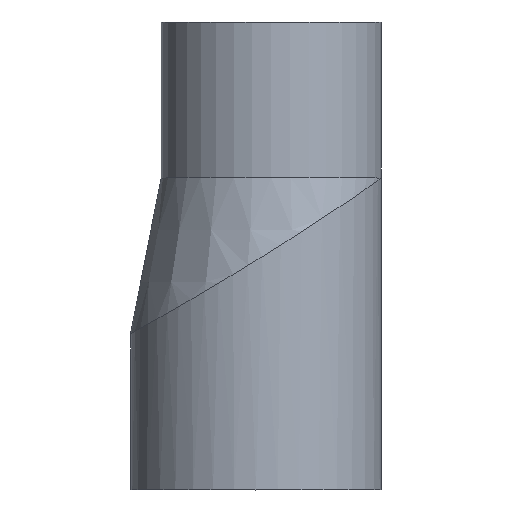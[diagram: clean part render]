
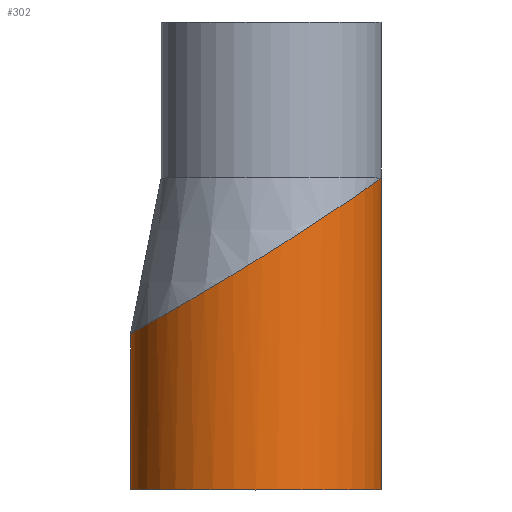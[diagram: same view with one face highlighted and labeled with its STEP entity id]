
A CAD part, top view. The second image highlights one B-rep face of the part: STEP entity #302.
In plain terms, the highlighted cylindrical face has radius 24.15 mm (diameter 48.3 mm), a full revolution.
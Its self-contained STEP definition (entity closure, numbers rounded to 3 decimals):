
#173=CARTESIAN_POINT('',(24.15,60.0,0.));
#174=VERTEX_POINT('',#173);
#203=CARTESIAN_POINT('',(-24.15,30.0,0.0));
#204=VERTEX_POINT('',#203);
#205=CARTESIAN_POINT('',(24.15,60.,0.));
#206=CARTESIAN_POINT('',(24.15,60.,-1.325));
#207=CARTESIAN_POINT('',(24.039,59.921,-2.692));
#208=CARTESIAN_POINT('',(23.577,59.595,-5.407));
#209=CARTESIAN_POINT('',(23.226,59.348,-6.756));
#210=CARTESIAN_POINT('',(22.311,58.706,-9.345));
#211=CARTESIAN_POINT('',(21.746,58.311,-10.587));
#212=CARTESIAN_POINT('',(20.459,57.419,-12.899));
#213=CARTESIAN_POINT('',(19.738,56.921,-13.969));
#214=CARTESIAN_POINT('',(18.004,55.733,-16.174));
#215=CARTESIAN_POINT('',(16.885,54.974,-17.341));
#216=CARTESIAN_POINT('',(14.435,53.33,-19.428));
#217=CARTESIAN_POINT('',(13.103,52.445,-20.349));
#218=CARTESIAN_POINT('',(10.311,50.613,-21.896));
#219=CARTESIAN_POINT('',(8.849,49.665,-22.524));
#220=CARTESIAN_POINT('',(5.894,47.773,-23.471));
#221=CARTESIAN_POINT('',(4.402,46.828,-23.79));
#222=CARTESIAN_POINT('',(1.363,44.926,-24.164));
#223=CARTESIAN_POINT('',(-0.304,43.896,-24.207));
#224=CARTESIAN_POINT('',(-3.675,41.838,-23.929));
#225=CARTESIAN_POINT('',(-5.38,40.81,-23.607));
#226=CARTESIAN_POINT('',(-8.708,38.827,-22.593));
#227=CARTESIAN_POINT('',(-10.332,37.87,-21.899));
#228=CARTESIAN_POINT('',(-13.39,36.087,-20.175));
#229=CARTESIAN_POINT('',(-14.823,35.261,-19.144));
#230=CARTESIAN_POINT('',(-17.269,33.861,-16.954));
#231=CARTESIAN_POINT('',(-18.38,33.231,-15.754));
#232=CARTESIAN_POINT('',(-20.371,32.107,-13.077));
#233=CARTESIAN_POINT('',(-21.251,31.613,-11.601));
#234=CARTESIAN_POINT('',(-22.683,30.814,-8.465));
#235=CARTESIAN_POINT('',(-23.237,30.506,-6.802));
#236=CARTESIAN_POINT('',(-23.97,30.099,-3.413));
#237=CARTESIAN_POINT('',(-24.15,30.,-1.687));
#238=CARTESIAN_POINT('',(-24.15,30.,0.));
#239=B_SPLINE_CURVE_WITH_KNOTS('',3,(#205,#206,#207,#208,#209,#210,#211,#212,#213,#214,#215,#216,#217,#218,#219,#220,#221,#222,#223,#224,#225,#226,#227,#228,#229,#230,#231,#232,#233,#234,#235,#236,#237,#238),.UNSPECIFIED.,.F.,.U.,(4,2,2,2,2,2,2,2,2,2,2,2,2,2,2,2,4),(7.94,8.337,8.735,9.133,9.53,10.047,10.563,11.08,11.596,12.161,12.726,13.29,13.855,14.361,14.867,15.374,15.88),.UNSPECIFIED.);
#240=EDGE_CURVE('',#174,#204,#239,.T.);
#242=CARTESIAN_POINT('',(-24.15,30.,0.));
#243=CARTESIAN_POINT('',(-24.15,30.,1.687));
#244=CARTESIAN_POINT('',(-23.97,30.099,3.413));
#245=CARTESIAN_POINT('',(-23.237,30.506,6.802));
#246=CARTESIAN_POINT('',(-22.683,30.814,8.465));
#247=CARTESIAN_POINT('',(-21.251,31.613,11.601));
#248=CARTESIAN_POINT('',(-20.371,32.107,13.077));
#249=CARTESIAN_POINT('',(-18.38,33.231,15.754));
#250=CARTESIAN_POINT('',(-17.269,33.861,16.954));
#251=CARTESIAN_POINT('',(-14.823,35.261,19.144));
#252=CARTESIAN_POINT('',(-13.39,36.087,20.175));
#253=CARTESIAN_POINT('',(-10.332,37.87,21.899));
#254=CARTESIAN_POINT('',(-8.708,38.827,22.593));
#255=CARTESIAN_POINT('',(-5.38,40.81,23.607));
#256=CARTESIAN_POINT('',(-3.675,41.838,23.929));
#257=CARTESIAN_POINT('',(-0.304,43.896,24.207));
#258=CARTESIAN_POINT('',(1.363,44.926,24.164));
#259=CARTESIAN_POINT('',(4.402,46.828,23.79));
#260=CARTESIAN_POINT('',(5.894,47.773,23.471));
#261=CARTESIAN_POINT('',(8.849,49.665,22.524));
#262=CARTESIAN_POINT('',(10.311,50.613,21.896));
#263=CARTESIAN_POINT('',(13.103,52.445,20.349));
#264=CARTESIAN_POINT('',(14.435,53.33,19.428));
#265=CARTESIAN_POINT('',(16.885,54.974,17.341));
#266=CARTESIAN_POINT('',(18.004,55.733,16.174));
#267=CARTESIAN_POINT('',(19.738,56.921,13.969));
#268=CARTESIAN_POINT('',(20.459,57.419,12.899));
#269=CARTESIAN_POINT('',(21.746,58.311,10.587));
#270=CARTESIAN_POINT('',(22.311,58.706,9.345));
#271=CARTESIAN_POINT('',(23.226,59.348,6.756));
#272=CARTESIAN_POINT('',(23.577,59.595,5.407));
#273=CARTESIAN_POINT('',(24.039,59.921,2.692));
#274=CARTESIAN_POINT('',(24.15,60.,1.325));
#275=CARTESIAN_POINT('',(24.15,60.,0.));
#276=B_SPLINE_CURVE_WITH_KNOTS('',3,(#242,#243,#244,#245,#246,#247,#248,#249,#250,#251,#252,#253,#254,#255,#256,#257,#258,#259,#260,#261,#262,#263,#264,#265,#266,#267,#268,#269,#270,#271,#272,#273,#274,#275),.UNSPECIFIED.,.F.,.U.,(4,2,2,2,2,2,2,2,2,2,2,2,2,2,2,2,4),(0.0,0.506,1.012,1.518,2.024,2.589,3.154,3.719,4.283,4.8,5.316,5.833,6.349,6.747,7.145,7.542,7.94),.UNSPECIFIED.);
#277=EDGE_CURVE('',#204,#174,#276,.T.);
#282=CARTESIAN_POINT('',(0.0,15.,0.0));
#283=DIRECTION('',(0.0,-1.0,0.0));
#284=DIRECTION('',(1.0,0.0,0.0));
#285=AXIS2_PLACEMENT_3D('',#282,#283,#284);
#286=CYLINDRICAL_SURFACE('',#285,24.15);
#287=CARTESIAN_POINT('',(24.15,0.,0.0));
#288=VERTEX_POINT('',#287);
#289=CARTESIAN_POINT('',(0.0,0.,0.0));
#290=DIRECTION('',(0.0,-1.0,0.0));
#291=DIRECTION('',(1.0,0.0,0.0));
#292=AXIS2_PLACEMENT_3D('',#289,#290,#291);
#293=CIRCLE('',#292,24.15);
#294=EDGE_CURVE('',#288,#288,#293,.T.);
#295=ORIENTED_EDGE('',*,*,#294,.F.);
#296=EDGE_LOOP('',(#295));
#297=FACE_OUTER_BOUND('',#296,.T.);
#298=ORIENTED_EDGE('',*,*,#240,.F.);
#299=ORIENTED_EDGE('',*,*,#277,.F.);
#300=EDGE_LOOP('',(#298,#299));
#301=FACE_BOUND('',#300,.T.);
#302=ADVANCED_FACE('',(#297,#301),#286,.T.);
